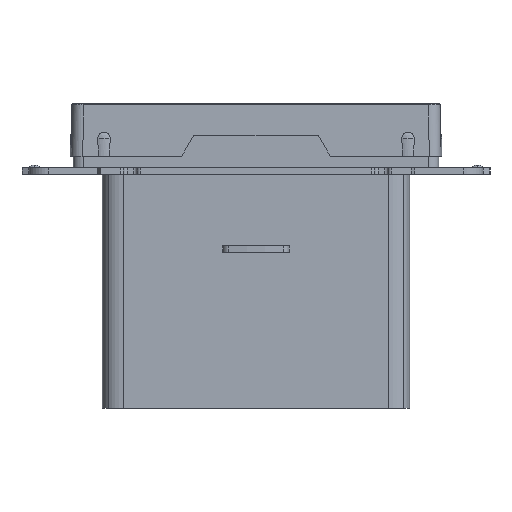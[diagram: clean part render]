
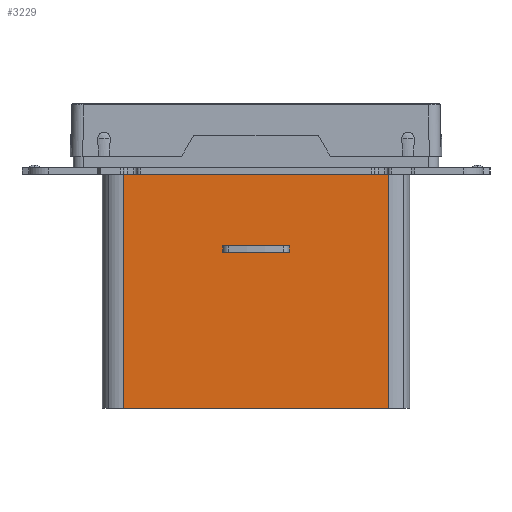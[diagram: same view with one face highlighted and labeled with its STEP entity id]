
A CAD part, left-side view. The second image highlights one B-rep face of the part: STEP entity #3229.
In plain terms, the highlighted face is planar.
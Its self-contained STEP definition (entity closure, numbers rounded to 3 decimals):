
#42 = VECTOR ( 'NONE', #4774, 1000. ) ;
#269 = ORIENTED_EDGE ( 'NONE', *, *, #3012, .T. ) ;
#590 = DIRECTION ( 'NONE',  ( -1., 0., 0. ) ) ;
#627 = PLANE ( 'NONE',  #5667 ) ;
#703 = EDGE_CURVE ( 'NONE', #5918, #6360, #2169, .T. ) ;
#1001 = CARTESIAN_POINT ( 'NONE',  ( -9.186, 29.4, 100.714 ) ) ;
#1041 = VERTEX_POINT ( 'NONE', #5965 ) ;
#1135 = EDGE_CURVE ( 'NONE', #1041, #6360, #6171, .T. ) ;
#1360 = CARTESIAN_POINT ( 'NONE',  ( -9.186, 29.4, 12.8 ) ) ;
#1485 = VECTOR ( 'NONE', #4730, 1000. ) ;
#1570 = VERTEX_POINT ( 'NONE', #1885 ) ;
#1575 = VERTEX_POINT ( 'NONE', #7263 ) ;
#1606 = VECTOR ( 'NONE', #5599, 1000. ) ;
#1670 = ORIENTED_EDGE ( 'NONE', *, *, #703, .T. ) ;
#1885 = CARTESIAN_POINT ( 'NONE',  ( -9.186, 54.512, 36.401 ) ) ;
#2072 = FACE_BOUND ( 'NONE', #3880, .T. ) ;
#2169 = LINE ( 'NONE', #1001, #5148 ) ;
#2285 = VECTOR ( 'NONE', #7789, 1000. ) ;
#2351 = VERTEX_POINT ( 'NONE', #2465 ) ;
#2438 = CARTESIAN_POINT ( 'NONE',  ( -9.186, 54.512, 1. ) ) ;
#2465 = CARTESIAN_POINT ( 'NONE',  ( -9.186, 54.512, 1. ) ) ;
#2522 = VERTEX_POINT ( 'NONE', #5769 ) ;
#2528 = LINE ( 'NONE', #2632, #9681 ) ;
#2546 = CARTESIAN_POINT ( 'NONE',  ( -9.186, 54.512, 100.714 ) ) ;
#2632 = CARTESIAN_POINT ( 'NONE',  ( -9.186, 39.4, 100.714 ) ) ;
#2835 = CARTESIAN_POINT ( 'NONE',  ( -9.186, 54.512, 100.714 ) ) ;
#3012 = EDGE_CURVE ( 'NONE', #2522, #2351, #6103, .T. ) ;
#3229 = ADVANCED_FACE ( 'NONE', ( #2072, #5854 ), #627, .F. ) ;
#3267 = EDGE_LOOP ( 'NONE', ( #9654, #5998, #3634, #269 ) ) ;
#3351 = LINE ( 'NONE', #9496, #4838 ) ;
#3634 = ORIENTED_EDGE ( 'NONE', *, *, #5016, .T. ) ;
#3880 = EDGE_LOOP ( 'NONE', ( #8713, #1670, #5601, #8970 ) ) ;
#4028 = LINE ( 'NONE', #8013, #7250 ) ;
#4365 = EDGE_CURVE ( 'NONE', #5918, #1575, #3351, .T. ) ;
#4374 = EDGE_CURVE ( 'NONE', #1570, #2351, #6370, .T. ) ;
#4409 = VERTEX_POINT ( 'NONE', #8944 ) ;
#4730 = DIRECTION ( 'NONE',  ( 0., -1., 0. ) ) ;
#4774 = DIRECTION ( 'NONE',  ( 0., -1., 0. ) ) ;
#4838 = VECTOR ( 'NONE', #7217, 1000. ) ;
#5016 = EDGE_CURVE ( 'NONE', #4409, #2522, #4028, .T. ) ;
#5148 = VECTOR ( 'NONE', #6033, 1000. ) ;
#5266 = CARTESIAN_POINT ( 'NONE',  ( -9.186, 54.512, 36.401 ) ) ;
#5469 = LINE ( 'NONE', #5266, #1485 ) ;
#5580 = DIRECTION ( 'NONE',  ( 0., 0., -1. ) ) ;
#5599 = DIRECTION ( 'NONE',  ( 0., 0., -1. ) ) ;
#5601 = ORIENTED_EDGE ( 'NONE', *, *, #1135, .F. ) ;
#5667 = AXIS2_PLACEMENT_3D ( 'NONE', #2835, #590, #8283 ) ;
#5769 = CARTESIAN_POINT ( 'NONE',  ( -9.186, 14.288, 1. ) ) ;
#5854 = FACE_OUTER_BOUND ( 'NONE', #3267, .T. ) ;
#5918 = VERTEX_POINT ( 'NONE', #8024 ) ;
#5965 = CARTESIAN_POINT ( 'NONE',  ( -9.186, 39.4, 12.8 ) ) ;
#5998 = ORIENTED_EDGE ( 'NONE', *, *, #8162, .T. ) ;
#6033 = DIRECTION ( 'NONE',  ( 0., 0., 1. ) ) ;
#6103 = LINE ( 'NONE', #2438, #2285 ) ;
#6171 = LINE ( 'NONE', #6264, #42 ) ;
#6205 = EDGE_CURVE ( 'NONE', #1041, #1575, #2528, .T. ) ;
#6264 = CARTESIAN_POINT ( 'NONE',  ( -9.186, 54.512, 12.8 ) ) ;
#6360 = VERTEX_POINT ( 'NONE', #1360 ) ;
#6370 = LINE ( 'NONE', #2546, #1606 ) ;
#6389 = DIRECTION ( 'NONE',  ( 0., 0., -1. ) ) ;
#7217 = DIRECTION ( 'NONE',  ( 0., 1., 0. ) ) ;
#7250 = VECTOR ( 'NONE', #6389, 1000. ) ;
#7263 = CARTESIAN_POINT ( 'NONE',  ( -9.186, 39.4, 11.8 ) ) ;
#7789 = DIRECTION ( 'NONE',  ( 0., 1., 0. ) ) ;
#8013 = CARTESIAN_POINT ( 'NONE',  ( -9.186, 14.288, 100.714 ) ) ;
#8024 = CARTESIAN_POINT ( 'NONE',  ( -9.186, 29.4, 11.8 ) ) ;
#8162 = EDGE_CURVE ( 'NONE', #1570, #4409, #5469, .T. ) ;
#8283 = DIRECTION ( 'NONE',  ( 0., 0., 1. ) ) ;
#8713 = ORIENTED_EDGE ( 'NONE', *, *, #4365, .F. ) ;
#8944 = CARTESIAN_POINT ( 'NONE',  ( -9.186, 14.288, 36.401 ) ) ;
#8970 = ORIENTED_EDGE ( 'NONE', *, *, #6205, .T. ) ;
#9496 = CARTESIAN_POINT ( 'NONE',  ( -9.186, 54.512, 11.8 ) ) ;
#9654 = ORIENTED_EDGE ( 'NONE', *, *, #4374, .F. ) ;
#9681 = VECTOR ( 'NONE', #5580, 1000. ) ;
